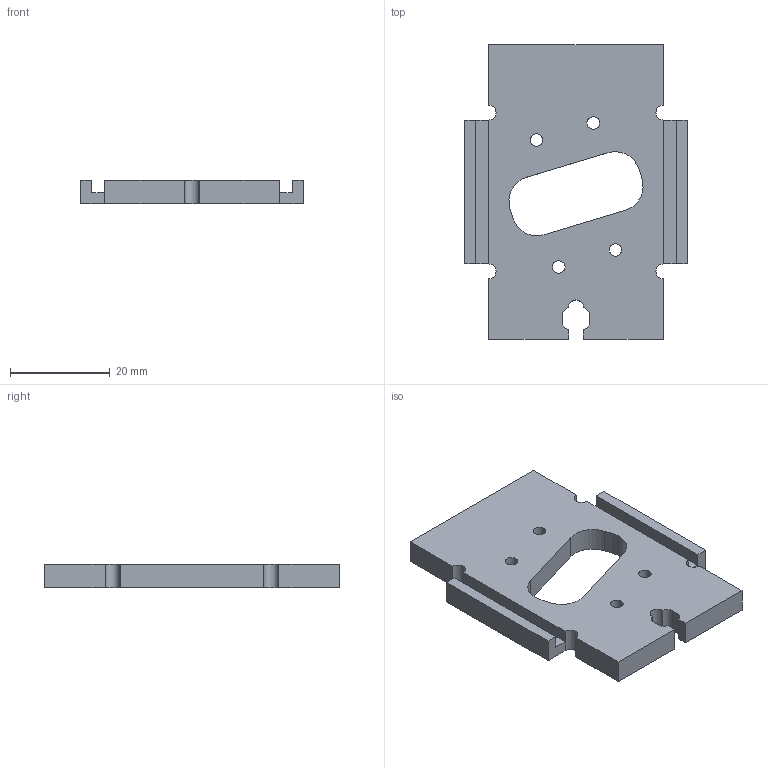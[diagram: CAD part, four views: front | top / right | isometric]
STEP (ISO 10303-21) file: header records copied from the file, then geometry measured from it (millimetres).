
FILE_DESCRIPTION(/* description */ ('Unknown'),/* implementation_level */ '2;1');
FILE_NAME(/* name */ 'wheelmodule_side_linear_tapp',/* time_stamp */ '2019-10-07T14:29:59+03:00',/* author */ ('Unknown'),/* organization */ ('Unknown'),/* preprocessor_version */ 'ST-DEVELOPER v16.7',/* originating_system */ 'DEX',/* authorisation */ $);
FILE_SCHEMA (('AUTOMOTIVE_DESIGN {1 0 10303 214 3 1 1}'));
Length unit declared in the file: millimetre
Products named in the file (1): wheelmodule_side_linear_tapp
Bounding box: 44.6 x 59 x 4.8 mm (x, y, z)
Volume: 9083 mm3; surface area: 5811.8 mm2
Topology: 1 solids, 1 shells, 48 faces, 134 edges, 88 vertices
Faces by surface type: plane 31, cylinder 17
Full cylindrical faces by diameter (mm): 2.5 x4
Entity records: 1572 total; most frequent: CARTESIAN_POINT 267, DIRECTION 262, ORIENTED_EDGE 260, EDGE_CURVE 130, LINE 96, VECTOR 96, VERTEX_POINT 88, AXIS2_PLACEMENT_3D 83
